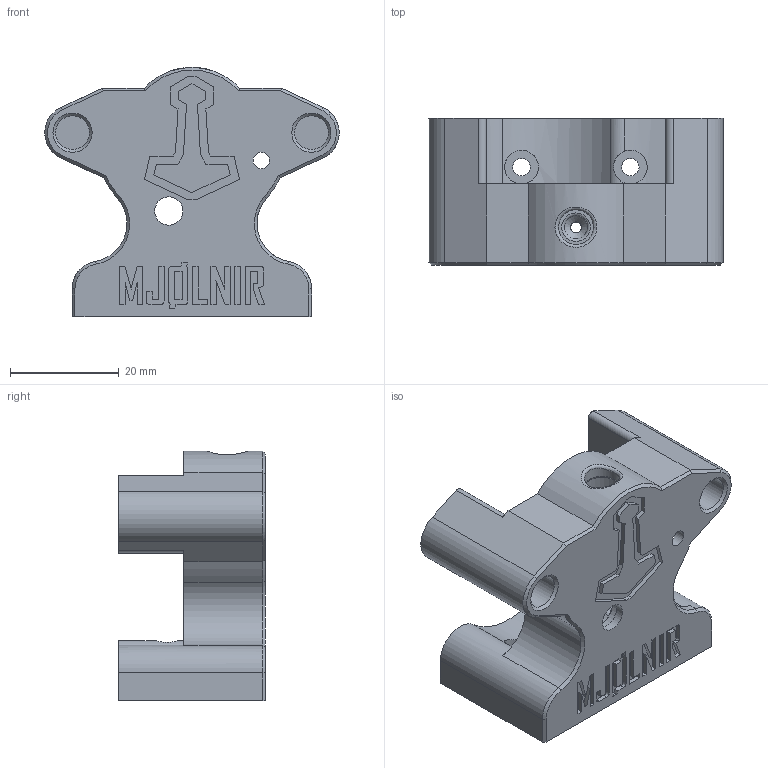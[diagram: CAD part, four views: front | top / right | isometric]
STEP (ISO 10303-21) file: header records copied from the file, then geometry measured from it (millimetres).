
FILE_DESCRIPTION(/* description */ (''),/* implementation_level */ '2;1');
FILE_NAME(/* name */ 'mjølnir_front 51.step',/* time_stamp */ '2021-05-21T17:41:56+02:00',/* author */ (''),/* organization */ (''),/* preprocessor_version */ 'ST-DEVELOPER v18.1',/* originating_system */ 'Autodesk Translation Framework v10.6.0.1341',/* authorisation */ '');
FILE_SCHEMA (('AUTOMOTIVE_DESIGN { 1 0 10303 214 3 1 1 }'));
Length unit declared in the file: millimetre
Products named in the file (1): mjølnir_front_sn_bn
Bounding box: 54.08 x 27 x 45.8 mm (x, y, z)
Volume: 25113 mm3; surface area: 11365.4 mm2
Topology: 1 solids, 1 shells, 279 faces, 728 edges, 474 vertices
Faces by surface type: plane 181, cylinder 58, bspline 15, cone 13, torus 12
Full cylindrical faces by diameter (mm): 2 x2, 2.5 x1, 3 x1, 3.2 x8, 4.25 x2, 5.2 x1, 6.2 x4, 6.4 x1, 8.2 x1, 9.4 x1
Entity records: 9042 total; most frequent: CARTESIAN_POINT 2023, ORIENTED_EDGE 1454, DIRECTION 1367, EDGE_CURVE 727, LINE 519, VECTOR 519, VERTEX_POINT 474, AXIS2_PLACEMENT_3D 424
